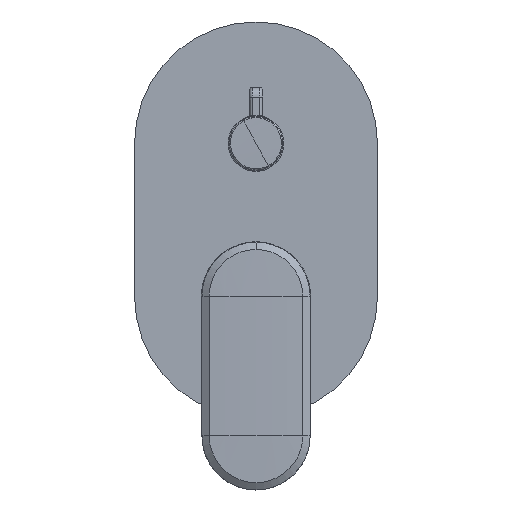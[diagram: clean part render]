
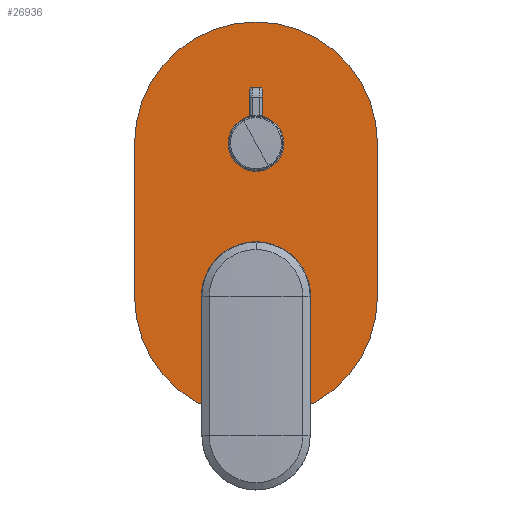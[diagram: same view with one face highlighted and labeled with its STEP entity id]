
A CAD part, top view. The second image highlights one B-rep face of the part: STEP entity #26936.
In plain terms, the highlighted face is planar.
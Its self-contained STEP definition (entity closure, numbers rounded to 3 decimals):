
#26836=CARTESIAN_POINT('Vertex',(11.5,2.,63.)) ;
#26839=CARTESIAN_POINT('Axis2P3D Location',(0.,2.,63.)) ;
#26843=CARTESIAN_POINT('Vertex',(-11.5,2.,63.)) ;
#26863=CARTESIAN_POINT('Axis2P3D Location',(0.,2.,63.)) ;
#26875=CARTESIAN_POINT('Axis2P3D Location',(0.,2.,0.)) ;
#26880=CARTESIAN_POINT('Axis2P3D Location',(0.,2.,0.)) ;
#26884=CARTESIAN_POINT('Vertex',(50.,2.,0.)) ;
#26886=CARTESIAN_POINT('Vertex',(-50.,2.,0.)) ;
#26889=CARTESIAN_POINT('Line Origine',(-50.,2.,31.5)) ;
#26893=CARTESIAN_POINT('Vertex',(-50.,2.,63.)) ;
#26896=CARTESIAN_POINT('Axis2P3D Location',(0.,2.,63.)) ;
#26900=CARTESIAN_POINT('Vertex',(50.,2.,63.)) ;
#26903=CARTESIAN_POINT('Line Origine',(50.,2.,31.5)) ;
#26918=CARTESIAN_POINT('Axis2P3D Location',(0.,2.,0.)) ;
#26922=CARTESIAN_POINT('Vertex',(-22.5,2.,0.)) ;
#26924=CARTESIAN_POINT('Vertex',(22.5,2.,0.)) ;
#26927=CARTESIAN_POINT('Axis2P3D Location',(0.,2.,0.)) ;
#26891=VECTOR('Line Direction',#26890,1.) ;
#26905=VECTOR('Line Direction',#26904,1.) ;
#26840=DIRECTION('Axis2P3D Direction',(0.,1.,-0.)) ;
#26864=DIRECTION('Axis2P3D Direction',(0.,1.,-0.)) ;
#26876=DIRECTION('Axis2P3D Direction',(0.,1.,-0.)) ;
#26877=DIRECTION('Axis2P3D XDirection',(-1.,0.,0.)) ;
#26881=DIRECTION('Axis2P3D Direction',(0.,1.,-0.)) ;
#26890=DIRECTION('Vector Direction',(0.,0.,-1.)) ;
#26897=DIRECTION('Axis2P3D Direction',(0.,1.,-0.)) ;
#26904=DIRECTION('Vector Direction',(0.,0.,1.)) ;
#26919=DIRECTION('Axis2P3D Direction',(0.,1.,-0.)) ;
#26928=DIRECTION('Axis2P3D Direction',(0.,1.,-0.)) ;
#26841=AXIS2_PLACEMENT_3D('Circle Axis2P3D',#26839,#26840,$) ;
#26865=AXIS2_PLACEMENT_3D('Circle Axis2P3D',#26863,#26864,$) ;
#26878=AXIS2_PLACEMENT_3D('Plane Axis2P3D',#26875,#26876,#26877) ;
#26882=AXIS2_PLACEMENT_3D('Circle Axis2P3D',#26880,#26881,$) ;
#26898=AXIS2_PLACEMENT_3D('Circle Axis2P3D',#26896,#26897,$) ;
#26920=AXIS2_PLACEMENT_3D('Circle Axis2P3D',#26918,#26919,$) ;
#26929=AXIS2_PLACEMENT_3D('Circle Axis2P3D',#26927,#26928,$) ;
#26892=LINE('Line',#26889,#26891) ;
#26906=LINE('Line',#26903,#26905) ;
#26842=CIRCLE('generated circle',#26841,11.5) ;
#26866=CIRCLE('generated circle',#26865,11.5) ;
#26883=CIRCLE('generated circle',#26882,50.) ;
#26899=CIRCLE('generated circle',#26898,50.) ;
#26921=CIRCLE('generated circle',#26920,22.5) ;
#26930=CIRCLE('generated circle',#26929,22.5) ;
#26879=PLANE('',#26878) ;
#26917=FACE_BOUND('',#26914,.T.) ;
#26935=FACE_BOUND('',#26932,.T.) ;
#26845=EDGE_CURVE('',#26837,#26844,#26842,.T.) ;
#26867=EDGE_CURVE('',#26844,#26837,#26866,.T.) ;
#26888=EDGE_CURVE('',#26885,#26887,#26883,.T.) ;
#26895=EDGE_CURVE('',#26887,#26894,#26892,.F.) ;
#26902=EDGE_CURVE('',#26894,#26901,#26899,.T.) ;
#26907=EDGE_CURVE('',#26901,#26885,#26906,.F.) ;
#26926=EDGE_CURVE('',#26923,#26925,#26921,.T.) ;
#26931=EDGE_CURVE('',#26925,#26923,#26930,.T.) ;
#26909=ORIENTED_EDGE('',*,*,#26888,.T.) ;
#26910=ORIENTED_EDGE('',*,*,#26895,.T.) ;
#26911=ORIENTED_EDGE('',*,*,#26902,.T.) ;
#26912=ORIENTED_EDGE('',*,*,#26907,.T.) ;
#26915=ORIENTED_EDGE('',*,*,#26867,.F.) ;
#26916=ORIENTED_EDGE('',*,*,#26845,.F.) ;
#26933=ORIENTED_EDGE('',*,*,#26926,.F.) ;
#26934=ORIENTED_EDGE('',*,*,#26931,.F.) ;
#26908=EDGE_LOOP('',(#26909,#26910,#26911,#26912)) ;
#26914=EDGE_LOOP('',(#26915,#26916)) ;
#26932=EDGE_LOOP('',(#26933,#26934)) ;
#26837=VERTEX_POINT('',#26836) ;
#26844=VERTEX_POINT('',#26843) ;
#26885=VERTEX_POINT('',#26884) ;
#26887=VERTEX_POINT('',#26886) ;
#26894=VERTEX_POINT('',#26893) ;
#26901=VERTEX_POINT('',#26900) ;
#26923=VERTEX_POINT('',#26922) ;
#26925=VERTEX_POINT('',#26924) ;
#26936=ADVANCED_FACE('PartBody',(#26913,#26917,#26935),#26879,.T.) ;
#26913=FACE_OUTER_BOUND('',#26908,.T.) ;
